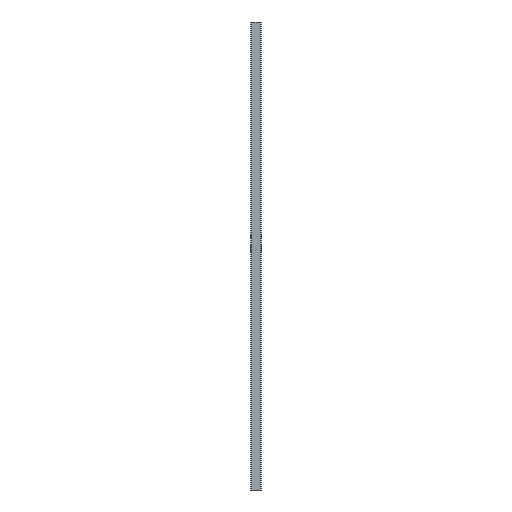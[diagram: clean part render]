
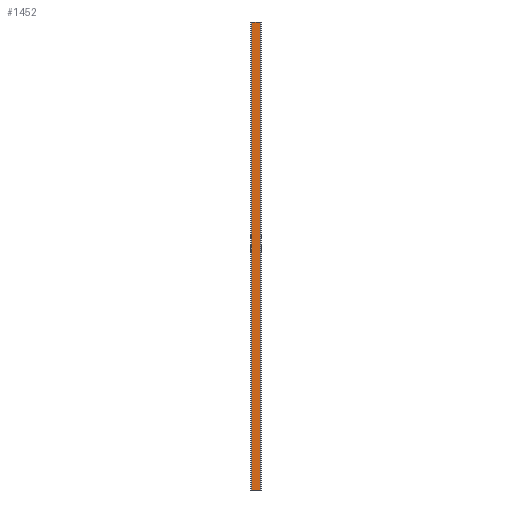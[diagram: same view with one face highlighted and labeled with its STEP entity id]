
A CAD part, left-side view. The second image highlights one B-rep face of the part: STEP entity #1452.
In plain terms, the highlighted planar face has unit normal (-1, 0, 0).
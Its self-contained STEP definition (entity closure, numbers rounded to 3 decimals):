
#42 = DIRECTION ( 'NONE',  ( 0., 1., 0. ) ) ;
#44 = DIRECTION ( 'NONE',  ( 0., -1., 0. ) ) ;
#87 = VECTOR ( 'NONE', #1438, 1000. ) ;
#94 = LINE ( 'NONE', #577, #87 ) ;
#149 = CARTESIAN_POINT ( 'NONE',  ( -12.5, 10.5, 1130.322 ) ) ;
#191 = CARTESIAN_POINT ( 'NONE',  ( -12.5, -10.5, 0. ) ) ;
#204 = CARTESIAN_POINT ( 'NONE',  ( -12.5, 10.5, 1100. ) ) ;
#286 = FACE_OUTER_BOUND ( 'NONE', #708, .T. ) ;
#354 = ORIENTED_EDGE ( 'NONE', *, *, #877, .T. ) ;
#355 = ORIENTED_EDGE ( 'NONE', *, *, #1148, .T. ) ;
#361 = VERTEX_POINT ( 'NONE', #204 ) ;
#365 = LINE ( 'NONE', #149, #1464 ) ;
#403 = DIRECTION ( 'NONE',  ( 1., 0., 0. ) ) ;
#443 = VECTOR ( 'NONE', #44, 1000. ) ;
#500 = VERTEX_POINT ( 'NONE', #600 ) ;
#577 = CARTESIAN_POINT ( 'NONE',  ( -12.5, -10.5, 1130.322 ) ) ;
#600 = CARTESIAN_POINT ( 'NONE',  ( -12.5, 10.5, 0. ) ) ;
#606 = VERTEX_POINT ( 'NONE', #191 ) ;
#627 = DIRECTION ( 'NONE',  ( 0., -1., 0. ) ) ;
#701 = EDGE_CURVE ( 'NONE', #1322, #606, #94, .T. ) ;
#708 = EDGE_LOOP ( 'NONE', ( #355, #1561, #921, #354 ) ) ;
#768 = CARTESIAN_POINT ( 'NONE',  ( -12.5, 12.5, 0. ) ) ;
#877 = EDGE_CURVE ( 'NONE', #361, #500, #365, .T. ) ;
#914 = LINE ( 'NONE', #768, #443 ) ;
#921 = ORIENTED_EDGE ( 'NONE', *, *, #1405, .F. ) ;
#924 = VECTOR ( 'NONE', #627, 1000. ) ;
#996 = CARTESIAN_POINT ( 'NONE',  ( -12.5, 12.5, 1100. ) ) ;
#1085 = CARTESIAN_POINT ( 'NONE',  ( -12.5, 12.5, 1100. ) ) ;
#1148 = EDGE_CURVE ( 'NONE', #500, #606, #914, .T. ) ;
#1222 = LINE ( 'NONE', #1085, #924 ) ;
#1235 = PLANE ( 'NONE',  #1273 ) ;
#1237 = DIRECTION ( 'NONE',  ( 0., 0., -1. ) ) ;
#1273 = AXIS2_PLACEMENT_3D ( 'NONE', #996, #403, #42 ) ;
#1322 = VERTEX_POINT ( 'NONE', #1478 ) ;
#1405 = EDGE_CURVE ( 'NONE', #361, #1322, #1222, .T. ) ;
#1438 = DIRECTION ( 'NONE',  ( 0., 0., -1. ) ) ;
#1452 = ADVANCED_FACE ( 'NONE', ( #286 ), #1235, .F. ) ;
#1464 = VECTOR ( 'NONE', #1237, 1000. ) ;
#1478 = CARTESIAN_POINT ( 'NONE',  ( -12.5, -10.5, 1100. ) ) ;
#1561 = ORIENTED_EDGE ( 'NONE', *, *, #701, .F. ) ;
